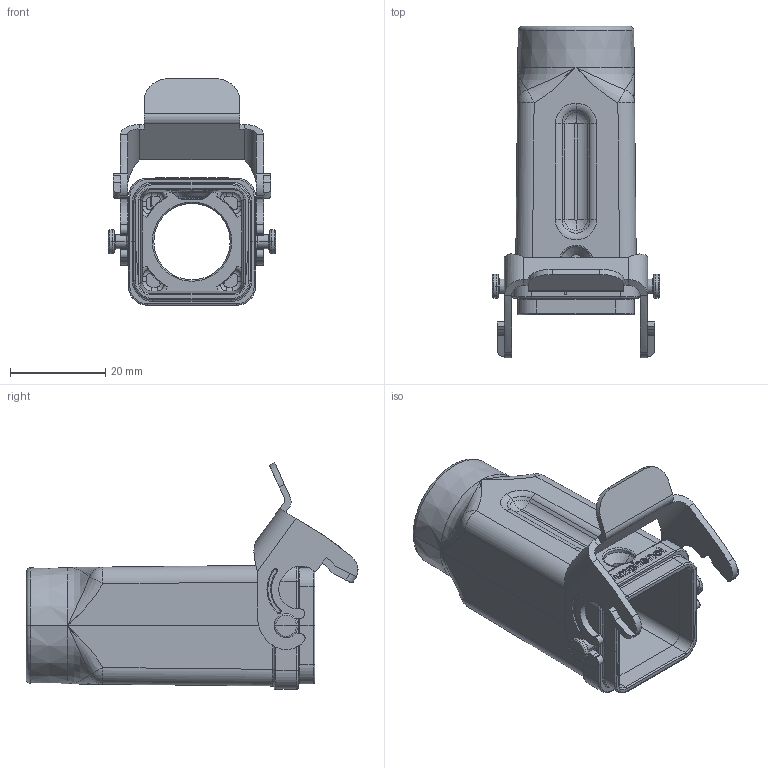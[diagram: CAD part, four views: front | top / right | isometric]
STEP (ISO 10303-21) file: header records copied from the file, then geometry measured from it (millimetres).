
FILE_DESCRIPTION(/* description */ (''),/* implementation_level */ '2;1');
FILE_NAME(/* name */ 'C146_30R003_804_4.stp',/* time_stamp */ '2016-04-13T14:07:27+02:00',/* author */ (''),/* organization */ (''),/* preprocessor_version */ 'ST-DEVELOPER v15',/* originating_system */ 'SIEMENS PLM Software NX 9.0',/* authorisation */ '');
FILE_SCHEMA (('CONFIG_CONTROL_DESIGN'));
Length unit declared in the file: millimetre
Products named in the file (1): c146 10f003 000 4nxm001-02
Bounding box: 35 x 69.56 x 47.47 mm (x, y, z)
Volume: 12541.4 mm3; surface area: 13346.1 mm2
Topology: 1 solids, 1 shells, 467 faces, 1185 edges, 721 vertices
Faces by surface type: plane 165, cylinder 134, torus 65, bspline 41, cone 31, extrusion 25, sphere 6
Full cylindrical faces by diameter (mm): 18.55 x1
Entity records: 17780 total; most frequent: CARTESIAN_POINT 6971, ORIENTED_EDGE 2336, DIRECTION 2106, EDGE_CURVE 1168, AXIS2_PLACEMENT_3D 808, VERTEX_POINT 720, VECTOR 490, EDGE_LOOP 490
